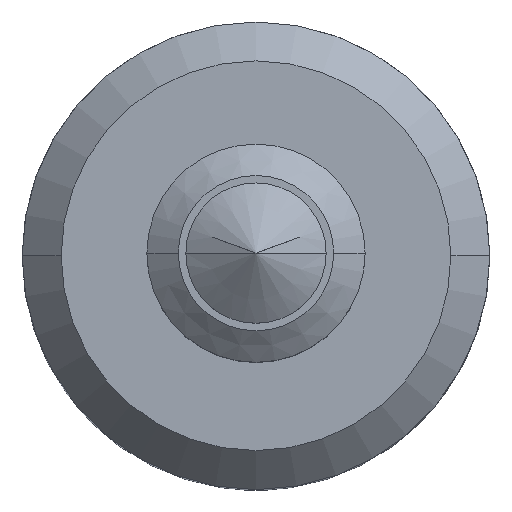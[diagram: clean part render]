
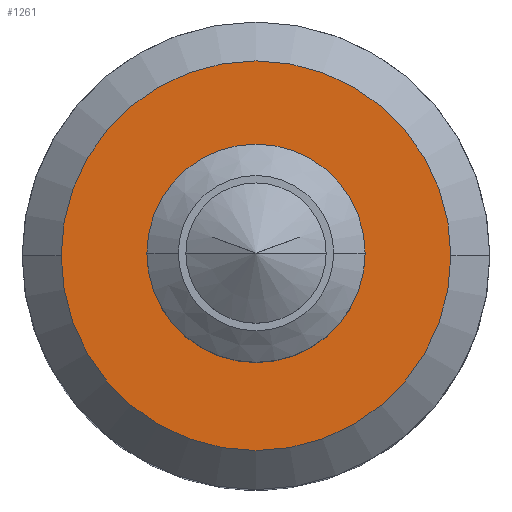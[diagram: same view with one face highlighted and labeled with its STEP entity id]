
A CAD part, top view. The second image highlights one B-rep face of the part: STEP entity #1261.
In plain terms, the highlighted planar face has unit normal (0, 0, 1).
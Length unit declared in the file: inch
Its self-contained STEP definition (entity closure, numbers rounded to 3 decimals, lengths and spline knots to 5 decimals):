
#82 = DIRECTION ( 'NONE',  ( 0., 0., 1. ) ) ;
#83 = CARTESIAN_POINT ( 'NONE',  ( 0., 0., -0.26216 ) ) ;
#84 = CIRCLE ( 'NONE', #104, 0.125 ) ;
#85 = DIRECTION ( 'NONE',  ( -1., 0., 0. ) ) ;
#104 = AXIS2_PLACEMENT_3D ( 'NONE', #83, #82, #85 ) ;
#116 = CARTESIAN_POINT ( 'NONE',  ( 0.15, 0., -0.26216 ) ) ;
#117 = AXIS2_PLACEMENT_3D ( 'NONE', #116, #165, #164 ) ;
#118 = PLANE ( 'NONE',  #117 ) ;
#119 = FACE_BOUND ( 'NONE', #1238, .T. ) ;
#120 = FACE_OUTER_BOUND ( 'NONE', #1262, .T. ) ;
#145 = CARTESIAN_POINT ( 'NONE',  ( -0.0675, 0., -0.26216 ) ) ;
#164 = DIRECTION ( 'NONE',  ( -1., 0., 0. ) ) ;
#165 = DIRECTION ( 'NONE',  ( 0., 0., -1. ) ) ;
#422 = DIRECTION ( 'NONE',  ( -1., 0., 0. ) ) ;
#423 = DIRECTION ( 'NONE',  ( 0., 0., -1. ) ) ;
#424 = AXIS2_PLACEMENT_3D ( 'NONE', #431, #423, #422 ) ;
#425 = CIRCLE ( 'NONE', #424, 0.0675 ) ;
#431 = CARTESIAN_POINT ( 'NONE',  ( 0., 0., -0.26216 ) ) ;
#737 = CARTESIAN_POINT ( 'NONE',  ( 0.0675, 0., -0.26216 ) ) ;
#863 = VERTEX_POINT ( 'NONE', #1652 ) ;
#883 = EDGE_CURVE ( 'NONE', #863, #933, #1692, .T. ) ;
#907 = EDGE_CURVE ( 'NONE', #1267, #1215, #1761, .T. ) ;
#933 = VERTEX_POINT ( 'NONE', #1871 ) ;
#1215 = VERTEX_POINT ( 'NONE', #737 ) ;
#1235 = ORIENTED_EDGE ( 'NONE', *, *, #1236, .T. ) ;
#1236 = EDGE_CURVE ( 'NONE', #933, #863, #84, .T. ) ;
#1237 = ORIENTED_EDGE ( 'NONE', *, *, #883, .T. ) ;
#1238 = EDGE_LOOP ( 'NONE', ( #1271, #1403 ) ) ;
#1261 = ADVANCED_FACE ( 'NONE', ( #120, #119 ), #118, .F. ) ;
#1262 = EDGE_LOOP ( 'NONE', ( #1235, #1237 ) ) ;
#1267 = VERTEX_POINT ( 'NONE', #145 ) ;
#1271 = ORIENTED_EDGE ( 'NONE', *, *, #907, .T. ) ;
#1352 = EDGE_CURVE ( 'NONE', #1215, #1267, #425, .T. ) ;
#1403 = ORIENTED_EDGE ( 'NONE', *, *, #1352, .T. ) ;
#1602 = CARTESIAN_POINT ( 'NONE',  ( 0., 0., -0.26216 ) ) ;
#1652 = CARTESIAN_POINT ( 'NONE',  ( 0.125, 0., -0.26216 ) ) ;
#1689 = DIRECTION ( 'NONE',  ( -1., 0., 0. ) ) ;
#1690 = DIRECTION ( 'NONE',  ( 0., 0., 1. ) ) ;
#1691 = AXIS2_PLACEMENT_3D ( 'NONE', #1602, #1690, #1689 ) ;
#1692 = CIRCLE ( 'NONE', #1691, 0.125 ) ;
#1761 = CIRCLE ( 'NONE', #1772, 0.0675 ) ;
#1769 = DIRECTION ( 'NONE',  ( -1., 0., 0. ) ) ;
#1770 = DIRECTION ( 'NONE',  ( 0., 0., -1. ) ) ;
#1771 = CARTESIAN_POINT ( 'NONE',  ( 0., 0., -0.26216 ) ) ;
#1772 = AXIS2_PLACEMENT_3D ( 'NONE', #1771, #1770, #1769 ) ;
#1871 = CARTESIAN_POINT ( 'NONE',  ( -0.125, 0., -0.26216 ) ) ;
